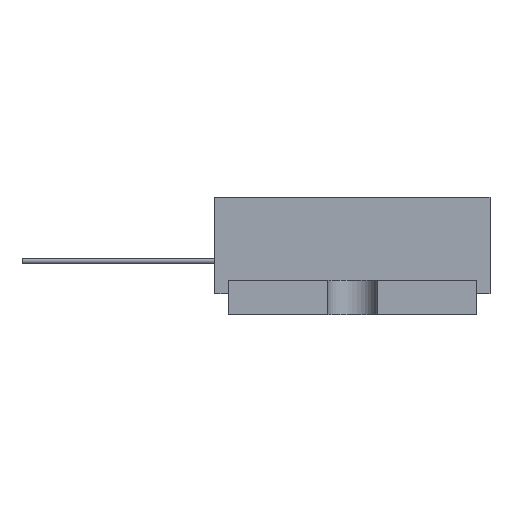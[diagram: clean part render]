
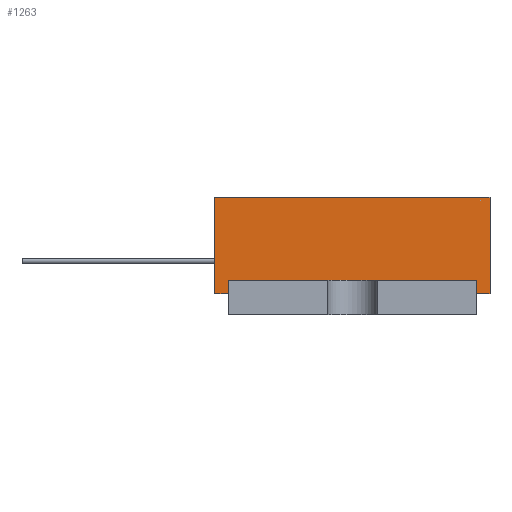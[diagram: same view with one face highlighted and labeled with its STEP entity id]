
A CAD part, left-side view. The second image highlights one B-rep face of the part: STEP entity #1263.
In plain terms, the highlighted planar face has unit normal (-1, 0, 0).
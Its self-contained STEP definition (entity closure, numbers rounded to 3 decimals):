
#1263=ADVANCED_FACE('',(#2487),#2489,.T.);
#2487=FACE_BOUND('',#2488,.T.);
#2488=EDGE_LOOP('',(#3594,#3595,#3596,#3597,#3598,#3599,#3600,#3601));
#2489=PLANE('',#2490);
#2490=AXIS2_PLACEMENT_3D('',#2491,#2492,#2493);
#2491=CARTESIAN_POINT('',(-27.5,10.,1.5));
#2492=DIRECTION('',(-1.,0.,0.));
#2493=DIRECTION('',(0.,-1.,0.));
#3594=ORIENTED_EDGE('',*,*,#4241,.T.);
#3595=ORIENTED_EDGE('',*,*,#4242,.T.);
#3596=ORIENTED_EDGE('',*,*,#4243,.T.);
#3597=ORIENTED_EDGE('',*,*,#4244,.T.);
#3598=ORIENTED_EDGE('',*,*,#3836,.F.);
#3599=ORIENTED_EDGE('',*,*,#4245,.F.);
#3600=ORIENTED_EDGE('',*,*,#4246,.T.);
#3601=ORIENTED_EDGE('',*,*,#4247,.T.);
#3836=EDGE_CURVE('',#4293,#4294,#4295,.T.);
#4241=EDGE_CURVE('',#4970,#4971,#4972,.T.);
#4242=EDGE_CURVE('',#4971,#4973,#4974,.T.);
#4243=EDGE_CURVE('',#4973,#4975,#4976,.T.);
#4244=EDGE_CURVE('',#4975,#4294,#4977,.T.);
#4245=EDGE_CURVE('',#4978,#4293,#4979,.T.);
#4246=EDGE_CURVE('',#4978,#4980,#4981,.T.);
#4247=EDGE_CURVE('',#4980,#4970,#4982,.T.);
#4293=VERTEX_POINT('',#5058);
#4294=VERTEX_POINT('',#5059);
#4295=LINE('',#5060,#5061);
#4970=VERTEX_POINT('',#6575);
#4971=VERTEX_POINT('',#6576);
#4972=LINE('',#6577,#6578);
#4973=VERTEX_POINT('',#6580);
#4974=LINE('',#6581,#6582);
#4975=VERTEX_POINT('',#6584);
#4976=LINE('',#6585,#6586);
#4977=LINE('',#6588,#6589);
#4978=VERTEX_POINT('',#6591);
#4979=LINE('',#6592,#6593);
#4980=VERTEX_POINT('',#6595);
#4981=LINE('',#6596,#6597);
#4982=LINE('',#6599,#6600);
#5058=CARTESIAN_POINT('',(-27.5,10.,8.5));
#5059=CARTESIAN_POINT('',(-27.5,-10.,8.5));
#5060=CARTESIAN_POINT('',(-27.5,10.,8.5));
#5061=VECTOR('',#5062,1.);
#5062=DIRECTION('',(0.,-1.,0.));
#6575=CARTESIAN_POINT('',(-27.5,9.,2.5));
#6576=CARTESIAN_POINT('',(-27.5,-9.,2.5));
#6577=CARTESIAN_POINT('',(-27.5,9.,2.5));
#6578=VECTOR('',#6579,1.);
#6579=DIRECTION('',(0.,-1.,0.));
#6580=CARTESIAN_POINT('',(-27.5,-9.,1.5));
#6581=CARTESIAN_POINT('',(-27.5,-9.,2.5));
#6582=VECTOR('',#6583,1.);
#6583=DIRECTION('',(0.,0.,-1.));
#6584=CARTESIAN_POINT('',(-27.5,-10.,1.5));
#6585=CARTESIAN_POINT('',(-27.5,-9.,1.5));
#6586=VECTOR('',#6587,1.);
#6587=DIRECTION('',(0.,-1.,0.));
#6588=CARTESIAN_POINT('',(-27.5,-10.,1.5));
#6589=VECTOR('',#6590,1.);
#6590=DIRECTION('',(0.,0.,1.));
#6591=CARTESIAN_POINT('',(-27.5,10.,1.5));
#6592=CARTESIAN_POINT('',(-27.5,10.,1.5));
#6593=VECTOR('',#6594,1.);
#6594=DIRECTION('',(0.,0.,1.));
#6595=CARTESIAN_POINT('',(-27.5,9.,1.5));
#6596=CARTESIAN_POINT('',(-27.5,10.,1.5));
#6597=VECTOR('',#6598,1.);
#6598=DIRECTION('',(0.,-1.,0.));
#6599=CARTESIAN_POINT('',(-27.5,9.,1.5));
#6600=VECTOR('',#6601,1.);
#6601=DIRECTION('',(0.,0.,1.));
